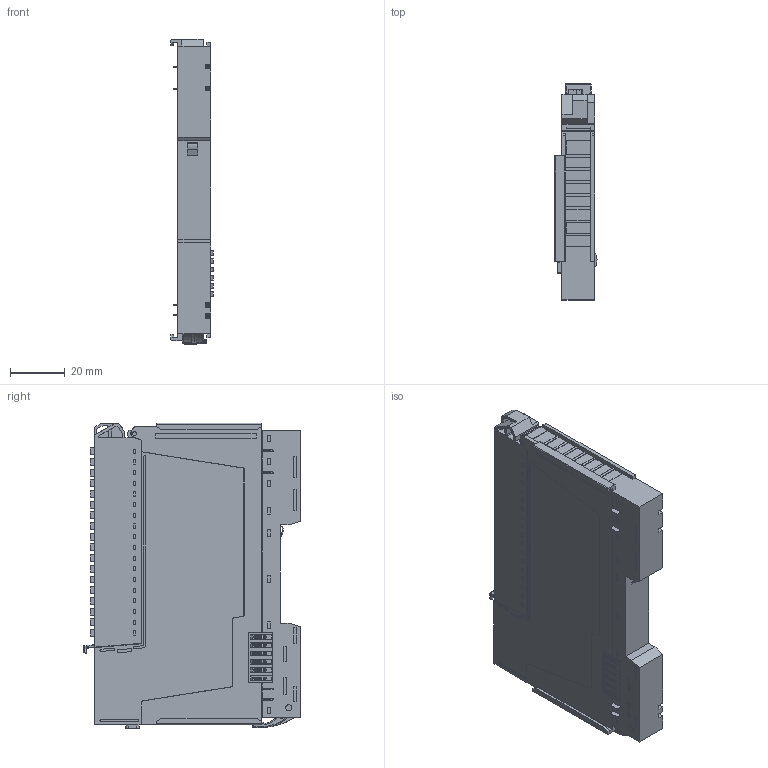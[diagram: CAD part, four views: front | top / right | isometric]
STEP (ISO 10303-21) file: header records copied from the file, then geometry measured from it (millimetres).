
FILE_DESCRIPTION((''),'2;1');
FILE_NAME('SALES_M_IO_MODULE','2021-04-08T',('seo'),(''),'CREO PARAMETRIC BY PTC INC, 2016130','CREO PARAMETRIC BY PTC INC, 2016130','');
FILE_SCHEMA(('CONFIG_CONTROL_DESIGN'));
Products named in the file (1): SALES_M_IO_MODULE
Bounding box: 15.34 x 79 x 111.45 mm (x, y, z)
Volume: 91405.5 mm3; surface area: 30995.7 mm2
Topology: 1 solids, 3 shells, 1970 faces, 5287 edges, 3468 vertices
Faces by surface type: plane 1581, cylinder 190, extrusion 125, bspline 46, cone 12, torus 9, sphere 7
Entity records: 63468 total; most frequent: CARTESIAN_POINT 14547, ORIENTED_EDGE 10574, DIRECTION 9112, EDGE_CURVE 5287, VECTOR 4640, LINE 4515, VERTEX_POINT 3468, AXIS2_PLACEMENT_3D 2236
